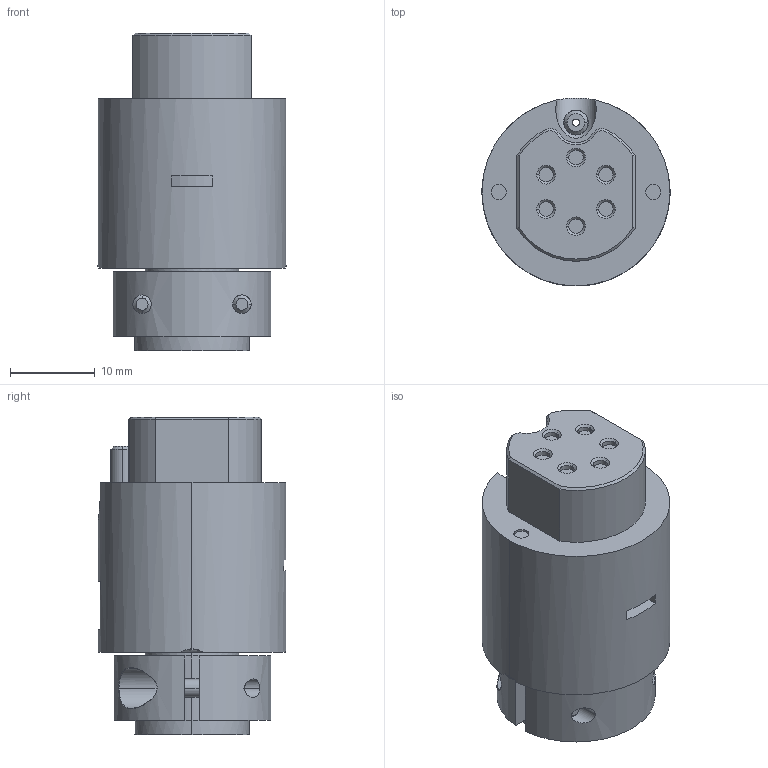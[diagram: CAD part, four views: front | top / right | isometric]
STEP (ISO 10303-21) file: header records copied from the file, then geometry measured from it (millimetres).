
FILE_DESCRIPTION (( 'STEP AP203' ), '1' );
FILE_NAME ('112512.stp', '2018-07-24T19:37:45', ( '' ), ( '' ), 'SwSTEP 2.0', 'SolidWorks 2012', '' );
FILE_SCHEMA (( 'CONFIG_CONTROL_DESIGN' ));
Length unit declared in the file: centimetre
Products named in the file (1): 112512
Bounding box: 22.35 x 22.22 x 37.59 mm (x, y, z)
Volume: 11143.4 mm3; surface area: 4379.6 mm2
Topology: 1 solids, 1 shells, 311 faces, 764 edges, 478 vertices
Faces by surface type: bspline 102, cylinder 99, plane 77, cone 33
Entity records: 17423 total; most frequent: CARTESIAN_POINT 10664, ORIENTED_EDGE 1528, DIRECTION 1206, EDGE_CURVE 764, AXIS2_PLACEMENT_3D 487, VERTEX_POINT 478, EDGE_LOOP 346, FACE_OUTER_BOUND 311
